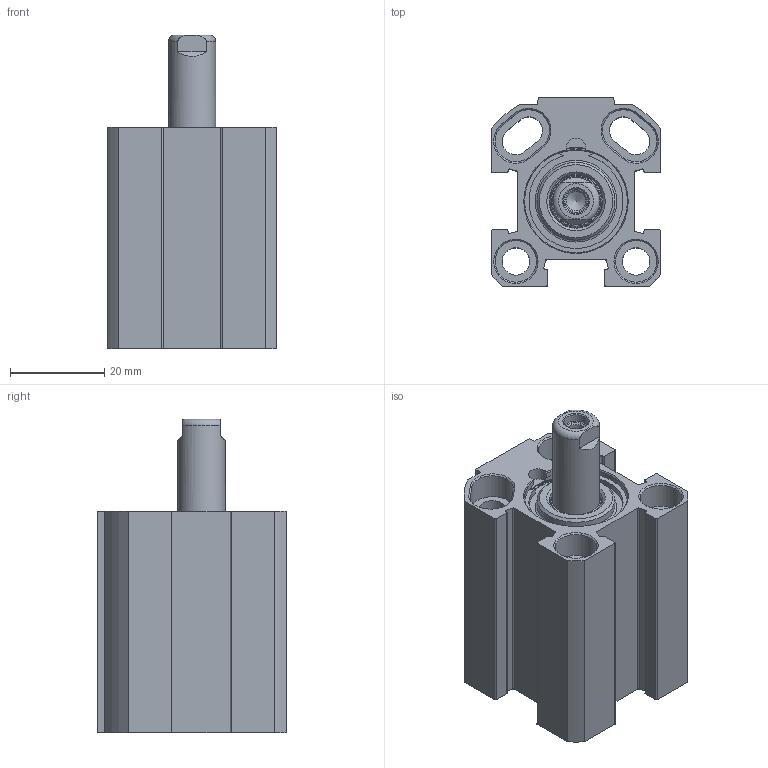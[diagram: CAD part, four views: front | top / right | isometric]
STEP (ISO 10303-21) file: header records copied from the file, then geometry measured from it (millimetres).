
FILE_DESCRIPTION((''),'2;1');
FILE_NAME('FSEM020.015.GS.F.stp','2014-06-30T15:11:16',('carlo.corazza'),(''),'Autodesk Inventor 2012','Autodesk Inventor 2012','');
FILE_SCHEMA(('AUTOMOTIVE_DESIGN { 1 0 10303 214 1 1 1 1 }'));
Length unit declared in the file: millimetre
Products named in the file (5): FSEM020..GS.F; CORPO-015; TP; STELO-015; TA
Assembly tree (4 placements, depth 2):
  FSEM020..GS.F
    CORPO-015
    TP
    STELO-015
    TA
Bounding box: 36 x 40 x 66.5 mm (x, y, z)
Volume: 34435.1 mm3; surface area: 21982 mm2
Topology: 6 solids, 6 shells, 219 faces, 522 edges, 335 vertices
Faces by surface type: plane 98, cylinder 77, cone 34, torus 10
Full cylindrical faces by diameter (mm): 1.6 x2, 4.134 x4, 5.25 x1, 5.8 x2, 8.8 x4, 10 x1, 10.48 x1, 11.4 x1, 13.84 x1, 14 x1, 16.5 x1, 17.6 x1, 20 x1, 20.1 x1, 21.6 x5, 22.8 x2
Entity records: 6473 total; most frequent: CARTESIAN_POINT 1166, DIRECTION 1088, ORIENTED_EDGE 886, EDGE_CURVE 443, AXIS2_PLACEMENT_3D 431, VERTEX_POINT 317, EDGE_LOOP 316, VECTOR 226
